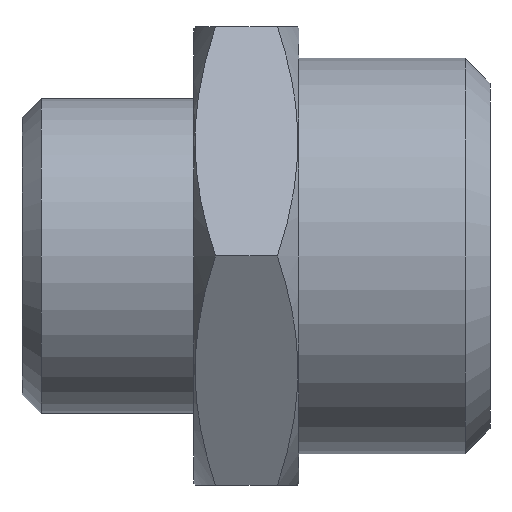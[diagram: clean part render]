
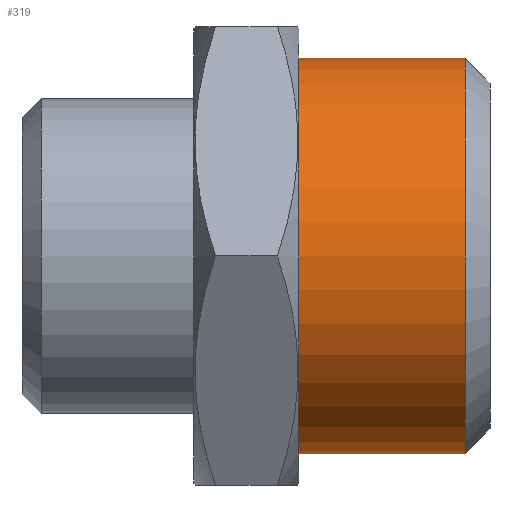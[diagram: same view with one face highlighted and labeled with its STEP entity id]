
A CAD part, left-side view. The second image highlights one B-rep face of the part: STEP entity #319.
In plain terms, the highlighted cylindrical face has radius 10.35 mm (diameter 20.7 mm), a partial arc.
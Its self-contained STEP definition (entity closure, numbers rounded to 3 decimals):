
#39 = FACE_OUTER_BOUND ( 'NONE', #316, .T. ) ;
#49 = DIRECTION ( 'NONE',  ( 0., 0., -1. ) ) ;
#50 = DIRECTION ( 'NONE',  ( 0., -1., 0. ) ) ;
#51 = CARTESIAN_POINT ( 'NONE',  ( 0., -6.209, 0. ) ) ;
#52 = AXIS2_PLACEMENT_3D ( 'NONE', #51, #50, #49 ) ;
#53 = CYLINDRICAL_SURFACE ( 'NONE', #52, 10.35 ) ;
#192 = AXIS2_PLACEMENT_3D ( 'NONE', #198, #197, #196 ) ;
#193 = CIRCLE ( 'NONE', #192, 10.35 ) ;
#196 = DIRECTION ( 'NONE',  ( 0., 0., -1. ) ) ;
#197 = DIRECTION ( 'NONE',  ( 0., -1., 0. ) ) ;
#198 = CARTESIAN_POINT ( 'NONE',  ( 0., 1.3, 0. ) ) ;
#231 = VERTEX_POINT ( 'NONE', #455 ) ;
#233 = EDGE_CURVE ( 'NONE', #256, #231, #420, .T. ) ;
#244 = EDGE_CURVE ( 'NONE', #246, #248, #427, .T. ) ;
#246 = VERTEX_POINT ( 'NONE', #425 ) ;
#248 = VERTEX_POINT ( 'NONE', #484 ) ;
#256 = VERTEX_POINT ( 'NONE', #505 ) ;
#266 = ORIENTED_EDGE ( 'NONE', *, *, #309, .F. ) ;
#267 = ORIENTED_EDGE ( 'NONE', *, *, #233, .T. ) ;
#281 = EDGE_CURVE ( 'NONE', #246, #256, #458, .T. ) ;
#309 = EDGE_CURVE ( 'NONE', #248, #231, #193, .T. ) ;
#310 = ORIENTED_EDGE ( 'NONE', *, *, #244, .F. ) ;
#316 = EDGE_LOOP ( 'NONE', ( #310, #317, #267, #266 ) ) ;
#317 = ORIENTED_EDGE ( 'NONE', *, *, #281, .T. ) ;
#319 = ADVANCED_FACE ( 'NONE', ( #39 ), #53, .T. ) ;
#417 = CARTESIAN_POINT ( 'NONE',  ( 0., -6.209, -10.35 ) ) ;
#420 = LINE ( 'NONE', #417, #437 ) ;
#425 = CARTESIAN_POINT ( 'NONE',  ( 0., 10., 10.35 ) ) ;
#427 = LINE ( 'NONE', #449, #532 ) ;
#437 = VECTOR ( 'NONE', #519, 1000. ) ;
#449 = CARTESIAN_POINT ( 'NONE',  ( 0., -6.209, 10.35 ) ) ;
#455 = CARTESIAN_POINT ( 'NONE',  ( 0., 1.3, -10.35 ) ) ;
#457 = AXIS2_PLACEMENT_3D ( 'NONE', #555, #561, #560 ) ;
#458 = CIRCLE ( 'NONE', #457, 10.35 ) ;
#484 = CARTESIAN_POINT ( 'NONE',  ( 0., 1.3, 10.35 ) ) ;
#505 = CARTESIAN_POINT ( 'NONE',  ( 0., 10., -10.35 ) ) ;
#519 = DIRECTION ( 'NONE',  ( 0., -1., 0. ) ) ;
#531 = DIRECTION ( 'NONE',  ( 0., -1., 0. ) ) ;
#532 = VECTOR ( 'NONE', #531, 1000. ) ;
#555 = CARTESIAN_POINT ( 'NONE',  ( 0., 10., 0. ) ) ;
#560 = DIRECTION ( 'NONE',  ( 0., 0., -1. ) ) ;
#561 = DIRECTION ( 'NONE',  ( 0., -1., 0. ) ) ;
